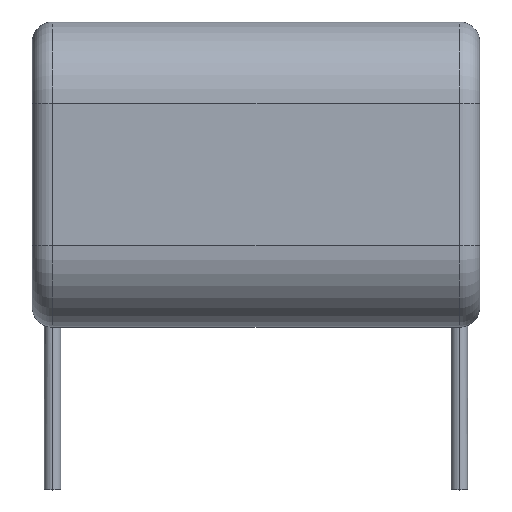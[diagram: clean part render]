
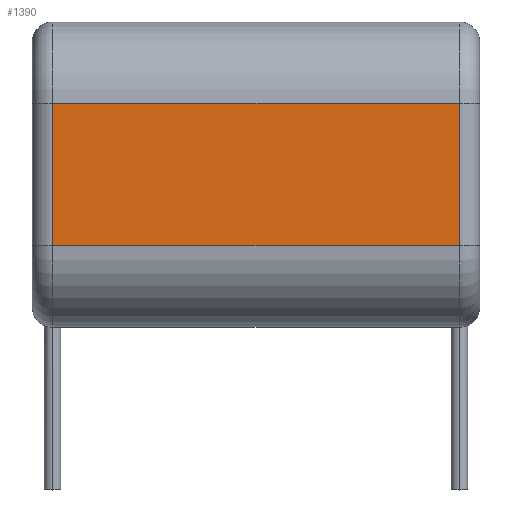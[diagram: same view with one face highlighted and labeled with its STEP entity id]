
A CAD part, top view. The second image highlights one B-rep face of the part: STEP entity #1390.
In plain terms, the highlighted planar face has unit normal (0, 0, 1).
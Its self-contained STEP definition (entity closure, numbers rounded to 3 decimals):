
#21 = VERTEX_POINT ( 'NONE', #1198 ) ;
#51 = CARTESIAN_POINT ( 'NONE',  ( 10., -3.5, 10. ) ) ;
#52 = LINE ( 'NONE', #1075, #886 ) ;
#59 = LINE ( 'NONE', #711, #1371 ) ;
#230 = PLANE ( 'NONE',  #1183 ) ;
#339 = DIRECTION ( 'NONE',  ( 0., 0., 1. ) ) ;
#363 = VERTEX_POINT ( 'NONE', #51 ) ;
#367 = CARTESIAN_POINT ( 'NONE',  ( 11., -3.5, 10. ) ) ;
#389 = LINE ( 'NONE', #753, #942 ) ;
#426 = ORIENTED_EDGE ( 'NONE', *, *, #448, .T. ) ;
#443 = DIRECTION ( 'NONE',  ( 1., 0., 0. ) ) ;
#448 = EDGE_CURVE ( 'NONE', #21, #487, #59, .T. ) ;
#487 = VERTEX_POINT ( 'NONE', #1370 ) ;
#493 = LINE ( 'NONE', #367, #1356 ) ;
#500 = EDGE_CURVE ( 'NONE', #611, #363, #493, .T. ) ;
#544 = CARTESIAN_POINT ( 'NONE',  ( 0., 0., 10. ) ) ;
#611 = VERTEX_POINT ( 'NONE', #612 ) ;
#612 = CARTESIAN_POINT ( 'NONE',  ( -10., -3.5, 10. ) ) ;
#625 = DIRECTION ( 'NONE',  ( 1., 0., 0. ) ) ;
#711 = CARTESIAN_POINT ( 'NONE',  ( -11., 3.5, 10. ) ) ;
#714 = ORIENTED_EDGE ( 'NONE', *, *, #1228, .T. ) ;
#724 = EDGE_LOOP ( 'NONE', ( #426, #1391, #1301, #714 ) ) ;
#753 = CARTESIAN_POINT ( 'NONE',  ( -10., -3.5, 10. ) ) ;
#825 = EDGE_CURVE ( 'NONE', #487, #611, #389, .T. ) ;
#886 = VECTOR ( 'NONE', #1378, 1000. ) ;
#942 = VECTOR ( 'NONE', #1081, 1000. ) ;
#1075 = CARTESIAN_POINT ( 'NONE',  ( 10., 3.5, 10. ) ) ;
#1081 = DIRECTION ( 'NONE',  ( 0., -1., 0. ) ) ;
#1183 = AXIS2_PLACEMENT_3D ( 'NONE', #544, #339, #443 ) ;
#1198 = CARTESIAN_POINT ( 'NONE',  ( 10., 3.5, 10. ) ) ;
#1228 = EDGE_CURVE ( 'NONE', #363, #21, #52, .T. ) ;
#1262 = FACE_OUTER_BOUND ( 'NONE', #724, .T. ) ;
#1273 = DIRECTION ( 'NONE',  ( -1., 0., 0. ) ) ;
#1301 = ORIENTED_EDGE ( 'NONE', *, *, #500, .T. ) ;
#1356 = VECTOR ( 'NONE', #625, 1000. ) ;
#1370 = CARTESIAN_POINT ( 'NONE',  ( -10., 3.5, 10. ) ) ;
#1371 = VECTOR ( 'NONE', #1273, 1000. ) ;
#1378 = DIRECTION ( 'NONE',  ( 0., 1., 0. ) ) ;
#1390 = ADVANCED_FACE ( 'NONE', ( #1262 ), #230, .T. ) ;
#1391 = ORIENTED_EDGE ( 'NONE', *, *, #825, .T. ) ;
